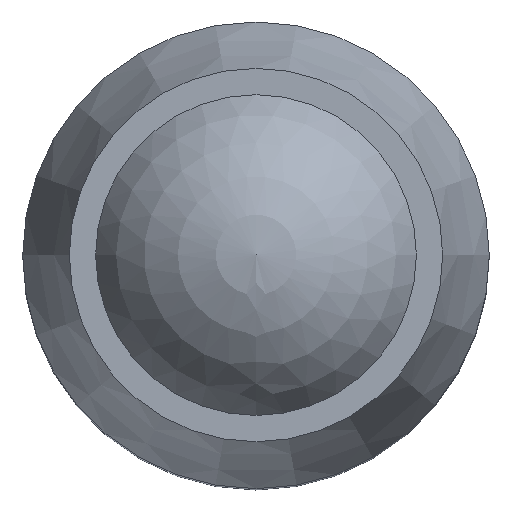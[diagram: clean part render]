
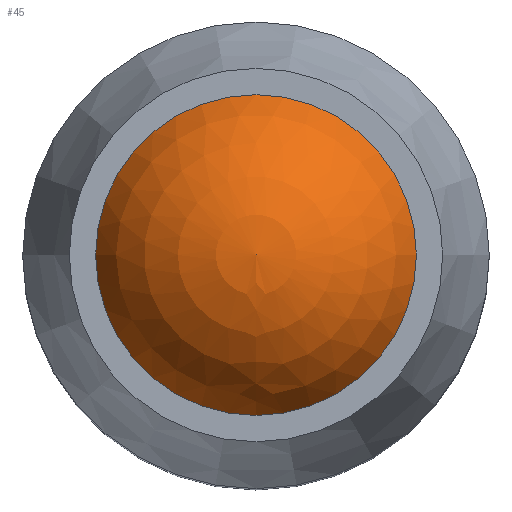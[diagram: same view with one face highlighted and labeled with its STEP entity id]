
A CAD part, top view. The second image highlights one B-rep face of the part: STEP entity #45.
In plain terms, the highlighted spherical face has radius 6 mm.
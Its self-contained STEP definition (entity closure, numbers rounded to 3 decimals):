
#45 = ADVANCED_FACE( '', ( #101, #102 ), #103, .T. );
#101 = FACE_BOUND( '', #172, .T. );
#102 = FACE_OUTER_BOUND( '', #173, .T. );
#103 = SPHERICAL_SURFACE( '', #174, 6. );
#172 = VERTEX_LOOP( '', #241 );
#173 = EDGE_LOOP( '', ( #242 ) );
#174 = AXIS2_PLACEMENT_3D( '', #243, #244, #245 );
#241 = VERTEX_POINT( '', #386 );
#242 = ORIENTED_EDGE( '', *, *, #387, .T. );
#243 = CARTESIAN_POINT( '', ( 0., 0., 29.68 ) );
#244 = DIRECTION( '', ( 0., 0., 1. ) );
#245 = DIRECTION( '', ( 0., -1., 0. ) );
#386 = CARTESIAN_POINT( '', ( 0., 0., 35.68 ) );
#387 = EDGE_CURVE( '', #445, #445, #446, .T. );
#445 = VERTEX_POINT( '', #524 );
#446 = CIRCLE( '', #525, 5.499 );
#524 = CARTESIAN_POINT( '', ( 5.499, 0., 32.08 ) );
#525 = AXIS2_PLACEMENT_3D( '', #620, #621, #622 );
#620 = CARTESIAN_POINT( '', ( 0., 0., 32.08 ) );
#621 = DIRECTION( '', ( 0., 0., 1. ) );
#622 = DIRECTION( '', ( 1., 0., 0. ) );
